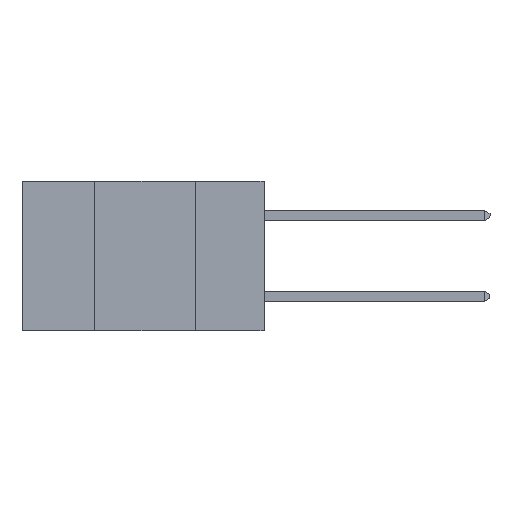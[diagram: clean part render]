
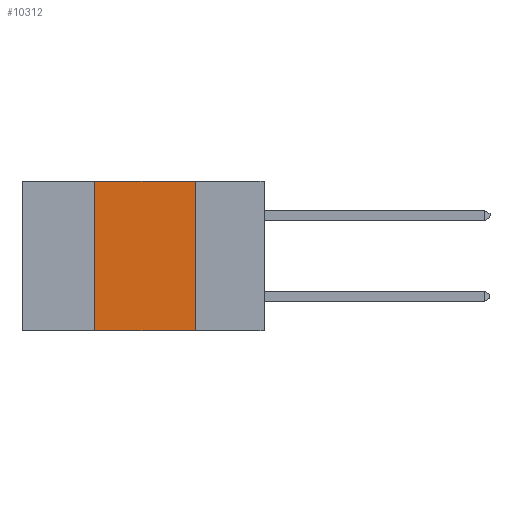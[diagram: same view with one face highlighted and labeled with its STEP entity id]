
A CAD part, left-side view. The second image highlights one B-rep face of the part: STEP entity #10312.
In plain terms, the highlighted planar face has unit normal (-1, 0, 0).
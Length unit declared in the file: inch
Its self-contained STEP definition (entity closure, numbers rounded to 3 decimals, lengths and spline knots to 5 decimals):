
#806 = EDGE_CURVE ( 'NONE', #9711, #16352, #12684, .T. ) ;
#1292 = FACE_OUTER_BOUND ( 'NONE', #11084, .T. ) ;
#1683 = DIRECTION ( 'NONE',  ( 1., 0., 0. ) ) ;
#1932 = ORIENTED_EDGE ( 'NONE', *, *, #8173, .F. ) ;
#2545 = AXIS2_PLACEMENT_3D ( 'NONE', #13245, #1683, #6958 ) ;
#2771 = ORIENTED_EDGE ( 'NONE', *, *, #2791, .F. ) ;
#2791 = EDGE_CURVE ( 'NONE', #9711, #11283, #2998, .T. ) ;
#2929 = LINE ( 'NONE', #14548, #9836 ) ;
#2998 = LINE ( 'NONE', #16258, #3382 ) ;
#3129 = VERTEX_POINT ( 'NONE', #15276 ) ;
#3382 = VECTOR ( 'NONE', #16283, 39.37008 ) ;
#3419 = CARTESIAN_POINT ( 'NONE',  ( 0., 0.17, -0.37 ) ) ;
#5535 = VECTOR ( 'NONE', #5961, 39.37008 ) ;
#5796 = ORIENTED_EDGE ( 'NONE', *, *, #7082, .F. ) ;
#5961 = DIRECTION ( 'NONE',  ( 0., 0., -1. ) ) ;
#6958 = DIRECTION ( 'NONE',  ( 0., 0., -1. ) ) ;
#7082 = EDGE_CURVE ( 'NONE', #11283, #3129, #2929, .T. ) ;
#7498 = ORIENTED_EDGE ( 'NONE', *, *, #806, .T. ) ;
#8173 = EDGE_CURVE ( 'NONE', #3129, #16352, #9013, .T. ) ;
#9013 = LINE ( 'NONE', #13567, #5535 ) ;
#9163 = CARTESIAN_POINT ( 'NONE',  ( 0., 0.42, -0.37 ) ) ;
#9366 = VECTOR ( 'NONE', #9754, 39.37008 ) ;
#9608 = DIRECTION ( 'NONE',  ( 0., -1., 0. ) ) ;
#9711 = VERTEX_POINT ( 'NONE', #9163 ) ;
#9754 = DIRECTION ( 'NONE',  ( 0., -1., 0. ) ) ;
#9836 = VECTOR ( 'NONE', #9608, 39.37008 ) ;
#9958 = CARTESIAN_POINT ( 'NONE',  ( 0., 0.6, -0.37 ) ) ;
#10312 = ADVANCED_FACE ( 'NONE', ( #1292 ), #14473, .F. ) ;
#11084 = EDGE_LOOP ( 'NONE', ( #1932, #5796, #2771, #7498 ) ) ;
#11247 = CARTESIAN_POINT ( 'NONE',  ( 0., 0.42, 0. ) ) ;
#11283 = VERTEX_POINT ( 'NONE', #11247 ) ;
#12684 = LINE ( 'NONE', #9958, #9366 ) ;
#13245 = CARTESIAN_POINT ( 'NONE',  ( 0., 0.6, 0. ) ) ;
#13567 = CARTESIAN_POINT ( 'NONE',  ( 0., 0.17, 0. ) ) ;
#14473 = PLANE ( 'NONE',  #2545 ) ;
#14548 = CARTESIAN_POINT ( 'NONE',  ( 0., 0.6, 0. ) ) ;
#15276 = CARTESIAN_POINT ( 'NONE',  ( 0., 0.17, 0. ) ) ;
#16258 = CARTESIAN_POINT ( 'NONE',  ( 0., 0.42, 0. ) ) ;
#16283 = DIRECTION ( 'NONE',  ( 0., 0., 1. ) ) ;
#16352 = VERTEX_POINT ( 'NONE', #3419 ) ;
